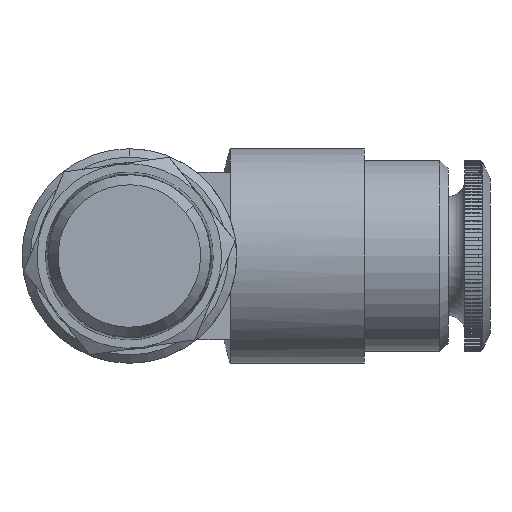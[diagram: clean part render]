
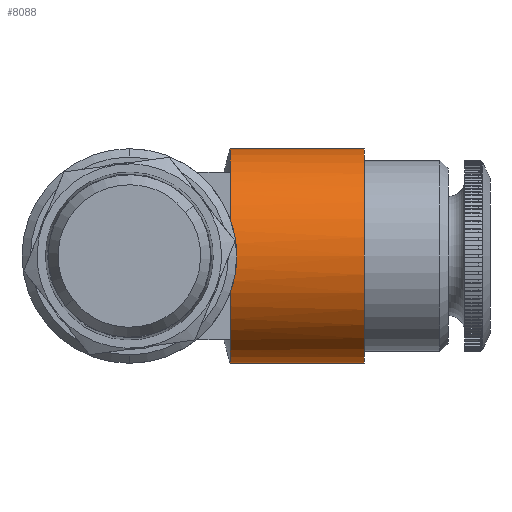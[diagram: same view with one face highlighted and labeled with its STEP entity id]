
A CAD part, front view. The second image highlights one B-rep face of the part: STEP entity #8088.
In plain terms, the highlighted cylindrical face has radius 6.4 mm (diameter 12.8 mm), a partial arc.
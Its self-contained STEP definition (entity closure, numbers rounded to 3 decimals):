
#3358 = DIRECTION ( 'NONE',  ( 1., 0., 0. ) ) ;
#3370 = CARTESIAN_POINT ( 'NONE',  ( 0., 0., 0. ) ) ;
#3378 = DIRECTION ( 'NONE',  ( 0., 0., -1. ) ) ;
#3677 = AXIS2_PLACEMENT_3D ( 'NONE', #3370, #3358, #3378 ) ;
#3860 = AXIS2_PLACEMENT_3D ( 'NONE', #14676, #14677, #14678 ) ;
#3867 = AXIS2_PLACEMENT_3D ( 'NONE', #4154, #4155, #4156 ) ;
#3868 = AXIS2_PLACEMENT_3D ( 'NONE', #4159, #4160, #4161 ) ;
#3869 = AXIS2_PLACEMENT_3D ( 'NONE', #4164, #4165, #4166 ) ;
#3870 = AXIS2_PLACEMENT_3D ( 'NONE', #4167, #4168, #4169 ) ;
#3871 = AXIS2_PLACEMENT_3D ( 'NONE', #4173, #4174, #4175 ) ;
#3872 = AXIS2_PLACEMENT_3D ( 'NONE', #4178, #4179, #4180 ) ;
#4154 = CARTESIAN_POINT ( 'NONE',  ( -13.491, 0., 0. ) ) ;
#4155 = DIRECTION ( 'NONE',  ( 1., 0., 0. ) ) ;
#4156 = DIRECTION ( 'NONE',  ( 0., 0., -1. ) ) ;
#4157 = DIRECTION ( 'NONE',  ( 1., 0., 0. ) ) ;
#4158 = CARTESIAN_POINT ( 'NONE',  ( 0., -6.004, 2.217 ) ) ;
#4159 = CARTESIAN_POINT ( 'NONE',  ( -13.484, 0., 0. ) ) ;
#4160 = DIRECTION ( 'NONE',  ( -1., 0., 0. ) ) ;
#4161 = DIRECTION ( 'NONE',  ( 0., 0., -1. ) ) ;
#4162 = CARTESIAN_POINT ( 'NONE',  ( 0., -6.004, -2.217 ) ) ;
#4163 = DIRECTION ( 'NONE',  ( -1., 0., 0. ) ) ;
#4164 = CARTESIAN_POINT ( 'NONE',  ( -13.491, 0., 0. ) ) ;
#4165 = DIRECTION ( 'NONE',  ( 1., 0., 0. ) ) ;
#4166 = DIRECTION ( 'NONE',  ( 0., 0., -1. ) ) ;
#4167 = CARTESIAN_POINT ( 'NONE',  ( -13.491, 0., 0. ) ) ;
#4168 = DIRECTION ( 'NONE',  ( 1., 0., 0. ) ) ;
#4169 = DIRECTION ( 'NONE',  ( 0., 0., -1. ) ) ;
#4170 = DIRECTION ( 'NONE',  ( -1., 0., 0. ) ) ;
#4172 = CARTESIAN_POINT ( 'NONE',  ( 0., -3.995, -5. ) ) ;
#4173 = CARTESIAN_POINT ( 'NONE',  ( -13.484, 0., 0. ) ) ;
#4174 = DIRECTION ( 'NONE',  ( -1., 0., 0. ) ) ;
#4175 = DIRECTION ( 'NONE',  ( 0., 0., -1. ) ) ;
#4178 = CARTESIAN_POINT ( 'NONE',  ( -5.5, 0., 0. ) ) ;
#4179 = DIRECTION ( 'NONE',  ( -1., 0., 0. ) ) ;
#4180 = DIRECTION ( 'NONE',  ( 0., 0., -1. ) ) ;
#8088 = ADVANCED_FACE ( 'NONE', ( #10574 ), #10582, .T. ) ;
#9637 = ORIENTED_EDGE ( 'NONE', *, *, #12845, .F. ) ;
#9638 = ORIENTED_EDGE ( 'NONE', *, *, #12844, .T. ) ;
#9639 = ORIENTED_EDGE ( 'NONE', *, *, #12827, .F. ) ;
#10195 = ORIENTED_EDGE ( 'NONE', *, *, #12824, .T. ) ;
#10196 = ORIENTED_EDGE ( 'NONE', *, *, #12829, .T. ) ;
#10197 = ORIENTED_EDGE ( 'NONE', *, *, #12853, .T. ) ;
#10574 = FACE_OUTER_BOUND ( 'NONE', #17912, .T. ) ;
#10582 = CYLINDRICAL_SURFACE ( 'NONE', #3677, 6.4 ) ;
#10776 = CIRCLE ( 'NONE', #3860, 6.4 ) ;
#10778 = LINE ( 'NONE', #14686, #10784 ) ;
#10780 = LINE ( 'NONE', #14682, #10781 ) ;
#10781 = VECTOR ( 'NONE', #14685, 1000. ) ;
#10784 = VECTOR ( 'NONE', #14679, 1000. ) ;
#10800 = CIRCLE ( 'NONE', #3867, 6.4 ) ;
#10801 = CIRCLE ( 'NONE', #3868, 6.4 ) ;
#10802 = LINE ( 'NONE', #14748, #10804 ) ;
#10803 = LINE ( 'NONE', #4158, #10807 ) ;
#10804 = VECTOR ( 'NONE', #14749, 1000. ) ;
#10805 = CIRCLE ( 'NONE', #3869, 6.4 ) ;
#10806 = CIRCLE ( 'NONE', #3871, 6.4 ) ;
#10807 = VECTOR ( 'NONE', #4157, 1000. ) ;
#10808 = CIRCLE ( 'NONE', #3870, 6.4 ) ;
#10809 = LINE ( 'NONE', #4162, #10811 ) ;
#10810 = LINE ( 'NONE', #4172, #10814 ) ;
#10811 = VECTOR ( 'NONE', #4163, 1000. ) ;
#10813 = CIRCLE ( 'NONE', #3872, 6.4 ) ;
#10814 = VECTOR ( 'NONE', #4170, 1000. ) ;
#12361 = VERTEX_POINT ( 'NONE', #14071 ) ;
#12375 = VERTEX_POINT ( 'NONE', #14085 ) ;
#12376 = VERTEX_POINT ( 'NONE', #14086 ) ;
#12377 = VERTEX_POINT ( 'NONE', #14087 ) ;
#12378 = VERTEX_POINT ( 'NONE', #14088 ) ;
#12379 = VERTEX_POINT ( 'NONE', #14089 ) ;
#12385 = VERTEX_POINT ( 'NONE', #14095 ) ;
#12386 = VERTEX_POINT ( 'NONE', #14096 ) ;
#12390 = VERTEX_POINT ( 'NONE', #14100 ) ;
#12391 = VERTEX_POINT ( 'NONE', #14101 ) ;
#12392 = VERTEX_POINT ( 'NONE', #14102 ) ;
#12393 = VERTEX_POINT ( 'NONE', #14103 ) ;
#12394 = VERTEX_POINT ( 'NONE', #14104 ) ;
#12397 = VERTEX_POINT ( 'NONE', #14107 ) ;
#12824 = EDGE_CURVE ( 'NONE', #12375, #12376, #10776, .T. ) ;
#12827 = EDGE_CURVE ( 'NONE', #12377, #12378, #10780, .T. ) ;
#12829 = EDGE_CURVE ( 'NONE', #12376, #12385, #10778, .T. ) ;
#12832 = EDGE_CURVE ( 'NONE', #12386, #12361, #14763, .T. ) ;
#12844 = EDGE_CURVE ( 'NONE', #12377, #12390, #10800, .T. ) ;
#12845 = EDGE_CURVE ( 'NONE', #12392, #12390, #10802, .T. ) ;
#12846 = EDGE_CURVE ( 'NONE', #12391, #12392, #10801, .T. ) ;
#12847 = EDGE_CURVE ( 'NONE', #12393, #12391, #10803, .T. ) ;
#12848 = EDGE_CURVE ( 'NONE', #12393, #12361, #10805, .T. ) ;
#12849 = EDGE_CURVE ( 'NONE', #12386, #12379, #10808, .T. ) ;
#12850 = EDGE_CURVE ( 'NONE', #12397, #12379, #10809, .T. ) ;
#12851 = EDGE_CURVE ( 'NONE', #12394, #12397, #10806, .T. ) ;
#12852 = EDGE_CURVE ( 'NONE', #12394, #12375, #10810, .T. ) ;
#12853 = EDGE_CURVE ( 'NONE', #12385, #12378, #10813, .T. ) ;
#13483 = ORIENTED_EDGE ( 'NONE', *, *, #12847, .F. ) ;
#13484 = ORIENTED_EDGE ( 'NONE', *, *, #12846, .F. ) ;
#14071 = CARTESIAN_POINT ( 'NONE',  ( -13.491, -6.009, 2.202 ) ) ;
#14085 = CARTESIAN_POINT ( 'NONE',  ( -13.491, -3.995, -5. ) ) ;
#14086 = CARTESIAN_POINT ( 'NONE',  ( -13.491, 0., -6.4 ) ) ;
#14087 = CARTESIAN_POINT ( 'NONE',  ( -13.491, 0., 6.4 ) ) ;
#14088 = CARTESIAN_POINT ( 'NONE',  ( -5.5, 0., 6.4 ) ) ;
#14089 = CARTESIAN_POINT ( 'NONE',  ( -13.491, -6.004, -2.217 ) ) ;
#14095 = CARTESIAN_POINT ( 'NONE',  ( -5.5, 0., -6.4 ) ) ;
#14096 = CARTESIAN_POINT ( 'NONE',  ( -13.491, -6.009, -2.202 ) ) ;
#14100 = CARTESIAN_POINT ( 'NONE',  ( -13.491, -3.995, 5. ) ) ;
#14101 = CARTESIAN_POINT ( 'NONE',  ( -13.484, -6.004, 2.217 ) ) ;
#14102 = CARTESIAN_POINT ( 'NONE',  ( -13.484, -3.995, 5. ) ) ;
#14103 = CARTESIAN_POINT ( 'NONE',  ( -13.491, -6.004, 2.217 ) ) ;
#14104 = CARTESIAN_POINT ( 'NONE',  ( -13.484, -3.995, -5. ) ) ;
#14107 = CARTESIAN_POINT ( 'NONE',  ( -13.484, -6.004, -2.217 ) ) ;
#14676 = CARTESIAN_POINT ( 'NONE',  ( -13.491, 0., 0. ) ) ;
#14677 = DIRECTION ( 'NONE',  ( 1., 0., 0. ) ) ;
#14678 = DIRECTION ( 'NONE',  ( 0., 0., -1. ) ) ;
#14679 = DIRECTION ( 'NONE',  ( 1., 0., 0. ) ) ;
#14682 = CARTESIAN_POINT ( 'NONE',  ( 0., 0., 6.4 ) ) ;
#14685 = DIRECTION ( 'NONE',  ( 1., 0., 0. ) ) ;
#14686 = CARTESIAN_POINT ( 'NONE',  ( 0., 0., -6.4 ) ) ;
#14692 = CARTESIAN_POINT ( 'NONE',  ( -13.491, -6.009, -2.202 ) ) ;
#14693 = CARTESIAN_POINT ( 'NONE',  ( -12.964, -6.536, -0.765 ) ) ;
#14697 = CARTESIAN_POINT ( 'NONE',  ( -12.964, -6.536, 0.765 ) ) ;
#14698 = CARTESIAN_POINT ( 'NONE',  ( -13.491, -6.009, 2.202 ) ) ;
#14748 = CARTESIAN_POINT ( 'NONE',  ( 0., -3.995, 5. ) ) ;
#14749 = DIRECTION ( 'NONE',  ( -1., 0., 0. ) ) ;
#14763 =( BOUNDED_CURVE ( )  B_SPLINE_CURVE ( 3, ( #14692, #14693, #14697, #14698 ),
 .UNSPECIFIED., .F., .F. ) 
 B_SPLINE_CURVE_WITH_KNOTS ( ( 4, 4 ),
 ( 5.932, 6.634 ),
 .UNSPECIFIED. ) 
 CURVE ( )  GEOMETRIC_REPRESENTATION_ITEM ( )  RATIONAL_B_SPLINE_CURVE ( ( 1., 0.959, 0.959, 1. ) ) 
 REPRESENTATION_ITEM ( '' )  );
#16253 = ORIENTED_EDGE ( 'NONE', *, *, #12848, .T. ) ;
#16254 = ORIENTED_EDGE ( 'NONE', *, *, #12832, .F. ) ;
#16255 = ORIENTED_EDGE ( 'NONE', *, *, #12849, .T. ) ;
#16256 = ORIENTED_EDGE ( 'NONE', *, *, #12850, .F. ) ;
#16257 = ORIENTED_EDGE ( 'NONE', *, *, #12851, .F. ) ;
#16258 = ORIENTED_EDGE ( 'NONE', *, *, #12852, .T. ) ;
#17912 = EDGE_LOOP ( 'NONE', ( #9639, #9638, #9637, #13484, #13483, #16253, #16254, #16255, #16256, #16257, #16258, #10195, #10196, #10197 ) ) ;
